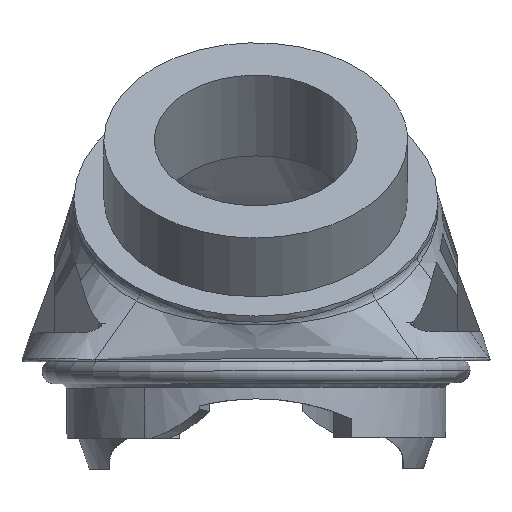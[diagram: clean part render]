
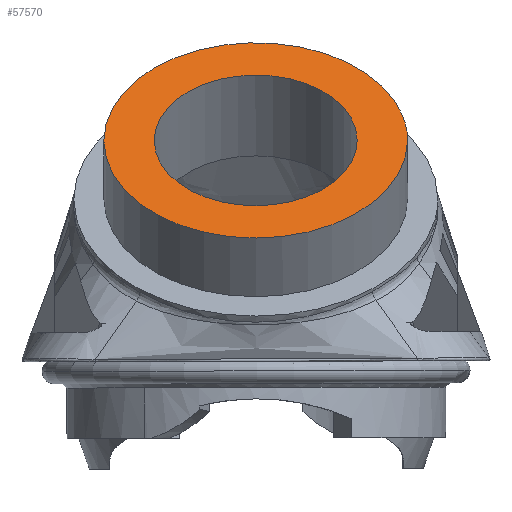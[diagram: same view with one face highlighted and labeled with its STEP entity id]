
A CAD part, front view. The second image highlights one B-rep face of the part: STEP entity #57570.
In plain terms, the highlighted face is planar.
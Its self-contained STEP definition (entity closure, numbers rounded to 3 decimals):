
#55420=CARTESIAN_POINT('',(41.788,32.496,
91.049));
#55430=VERTEX_POINT('',#55420);
#57020=CARTESIAN_POINT('',(41.227,11.304,
91.049));
#57030=VERTEX_POINT('',#57020);
#57060=CARTESIAN_POINT('',(41.508,21.9,
91.049));
#57070=DIRECTION('',(0.,0.,
1.));
#57080=DIRECTION('',(-0.026,-1.,
0.));
#57090=AXIS2_PLACEMENT_3D('',#57060,#57070,#57080);
#57100=CIRCLE('',#57090,10.6);
#57110=CARTESIAN_POINT('',(41.227,11.304,
91.049));
#57120=VERTEX_POINT('',#57110);
#57130=EDGE_CURVE('',#57120,#57030,#57100,.T.);
#57150=EDGE_CURVE('',#55430,#57120,#57100,.T.);
#57270=CARTESIAN_POINT('',(51.292,36.171,
91.049));
#57280=DIRECTION('',(0.,0.,
1.));
#57290=DIRECTION('',(-0.026,-1.,
0.));
#57300=AXIS2_PLACEMENT_3D('',#57270,#57280,#57290);
#57310=PLANE('',#57300);
#57320=ORIENTED_EDGE('',*,*,#57130,.F.);
#57330=EDGE_CURVE('',#57030,#55430,#57100,.T.);
#57340=ORIENTED_EDGE('',*,*,#57330,.F.);
#57350=ORIENTED_EDGE('',*,*,#57150,.F.);
#57360=EDGE_LOOP('',(#57350,#57340,#57320));
#57370=FACE_BOUND('',#57360,.T.);
#57380=CARTESIAN_POINT('',(41.508,21.9,
91.049));
#57390=DIRECTION('',(0.,0.,
1.));
#57400=DIRECTION('',(-0.026,-1.,
0.));
#57410=AXIS2_PLACEMENT_3D('',#57380,#57390,#57400);
#57420=CIRCLE('',#57410,15.85);
#57430=CARTESIAN_POINT('',(41.927,37.745,
91.049));
#57440=VERTEX_POINT('',#57430);
#57450=CARTESIAN_POINT('',(41.089,6.056,
91.049));
#57460=VERTEX_POINT('',#57450);
#57470=EDGE_CURVE('',#57440,#57460,#57420,.T.);
#57480=ORIENTED_EDGE('',*,*,#57470,.T.);
#57490=CARTESIAN_POINT('',(44.97,6.433,
91.049));
#57500=VERTEX_POINT('',#57490);
#57510=EDGE_CURVE('',#57500,#57440,#57420,.T.);
#57520=ORIENTED_EDGE('',*,*,#57510,.T.);
#57530=EDGE_CURVE('',#57460,#57500,#57420,.T.);
#57540=ORIENTED_EDGE('',*,*,#57530,.T.);
#57550=EDGE_LOOP('',(#57540,#57520,#57480));
#57560=FACE_OUTER_BOUND('',#57550,.T.);
#57570=ADVANCED_FACE('',(#57370,#57560),#57310,.T.);
